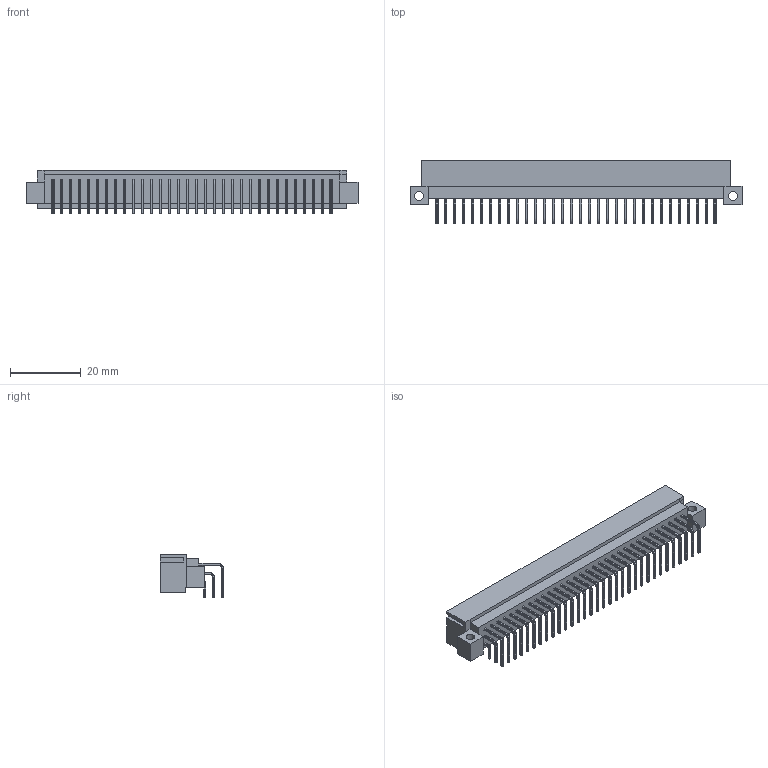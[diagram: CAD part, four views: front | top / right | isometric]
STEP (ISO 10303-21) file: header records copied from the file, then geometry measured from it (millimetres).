
FILE_DESCRIPTION(('FreeCAD Model'),'2;1');
FILE_NAME('Open CASCADE Shape Model','2023-12-28T03:37:53',( 'kicad StepUp'),('ksu MCAD'),'Open CASCADE STEP processor 7.7', 'FreeCAD','Unknown');
FILE_SCHEMA(('AUTOMOTIVE_DESIGN { 1 0 10303 214 1 1 1 1 }'));
Length unit declared in the file: millimetre
Products named in the file (1): DIN41612_C_3xN_Male_Horizontal_THT
Bounding box: 94 x 18.07 x 12.22 mm (x, y, z)
Volume: 5401.2 mm3; surface area: 10747.9 mm2
Topology: 97 solids, 97 shells, 3980 faces, 8404 edges, 4619 vertices
Faces by surface type: plane 3402, cone 384, cylinder 194
Full cylindrical faces by diameter (mm): 2.5 x2
Entity records: 72775 total; most frequent: ORIENTED_EDGE 13353, CARTESIAN_POINT 12185, EDGE_CURVE 8404, LINE 7617, AXIS2_PLACEMENT_3D 4623, VERTEX_POINT 4619, FACE_BOUND 4177, EDGE_LOOP 4177
